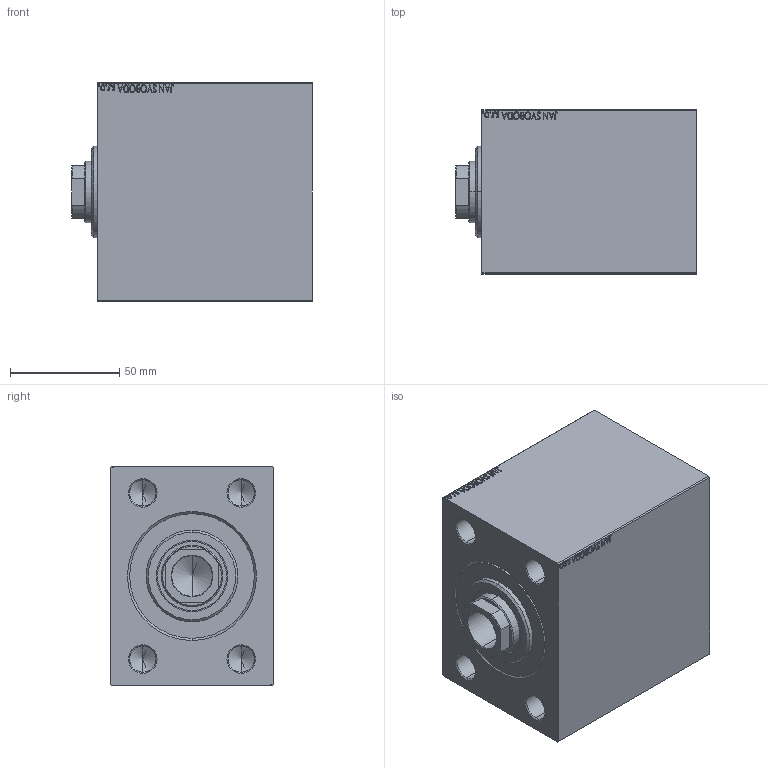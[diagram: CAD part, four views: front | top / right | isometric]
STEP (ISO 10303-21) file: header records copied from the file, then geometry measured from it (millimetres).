
FILE_DESCRIPTION (( 'STEP AP203' ), '1' );
FILE_NAME ('9c76.STEP', '2024-11-05T10:13:55', ( '' ), ( '' ), 'SwSTEP 2.0', 'SolidWorks 2019', '' );
FILE_SCHEMA (( 'CONFIG_CONTROL_DESIGN' ));
Length unit declared in the file: millimetre
Products named in the file (4): V450CM_B_Body 6dd94e4f7510c82cb9036d287d6d6b7d; V450CM_VC_B 6dd94e4f7510c82cb9036d287d6d6b7d; 9c76; V450CM_B_VCP 6dd94e4f7510c82cb9036d287d6d6b7d
Assembly tree (3 placements, depth 2):
  9c76
    V450CM_B_Body 6dd94e4f7510c82cb9036d287d6d6b7d
    V450CM_B_VCP 6dd94e4f7510c82cb9036d287d6d6b7d
    V450CM_VC_B 6dd94e4f7510c82cb9036d287d6d6b7d
Bounding box: 110 x 75 x 100 mm (x, y, z)
Volume: 679448.3 mm3; surface area: 94667.3 mm2
Topology: 3 solids, 3 shells, 884 faces, 2262 edges, 1481 vertices
Faces by surface type: plane 402, bspline 380, cylinder 56, cone 46
Entity records: 44498 total; most frequent: CARTESIAN_POINT 25243, ORIENTED_EDGE 4488, DIRECTION 2632, EDGE_CURVE 2244, VERTEX_POINT 1481, VECTOR 1332, LINE 1332, EDGE_LOOP 1005
